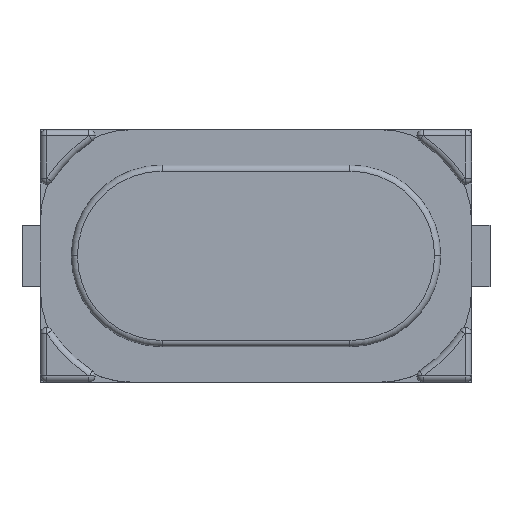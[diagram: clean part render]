
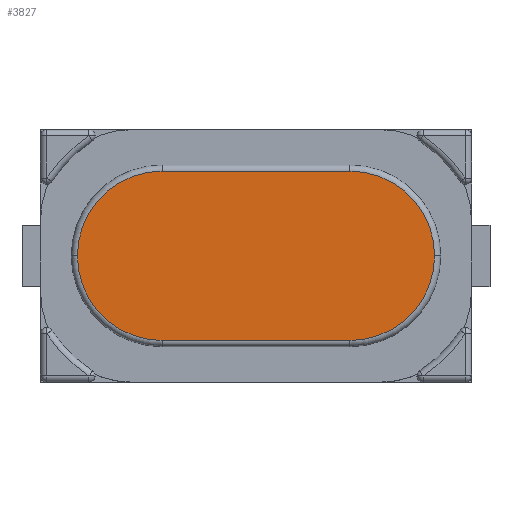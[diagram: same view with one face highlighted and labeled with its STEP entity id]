
A CAD part, top view. The second image highlights one B-rep face of the part: STEP entity #3827.
In plain terms, the highlighted planar face has unit normal (0, 0, 1).
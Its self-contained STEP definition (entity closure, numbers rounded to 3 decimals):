
#201 = CARTESIAN_POINT ( 'NONE',  ( 1.525, -1.375, 1.5 ) ) ;
#203 = DIRECTION ( 'NONE',  ( -1., 0., 0. ) ) ;
#552 = PLANE ( 'NONE',  #2328 ) ;
#587 = VERTEX_POINT ( 'NONE', #2007 ) ;
#606 = CARTESIAN_POINT ( 'NONE',  ( 0., 0., 1.5 ) ) ;
#653 = CARTESIAN_POINT ( 'NONE',  ( 1.525, 0., 1.5 ) ) ;
#666 = CARTESIAN_POINT ( 'NONE',  ( 0., -1.375, 1.5 ) ) ;
#678 = ORIENTED_EDGE ( 'NONE', *, *, #5449, .T. ) ;
#710 = DIRECTION ( 'NONE',  ( -1., 0., 0. ) ) ;
#745 = AXIS2_PLACEMENT_3D ( 'NONE', #3720, #5021, #4603 ) ;
#880 = CARTESIAN_POINT ( 'NONE',  ( -1.525, 0., 1.5 ) ) ;
#894 = ORIENTED_EDGE ( 'NONE', *, *, #975, .T. ) ;
#940 = EDGE_CURVE ( 'NONE', #587, #3989, #4662, .T. ) ;
#975 = EDGE_CURVE ( 'NONE', #3989, #4876, #1568, .T. ) ;
#1038 = EDGE_CURVE ( 'NONE', #4876, #2590, #4313, .T. ) ;
#1096 = LINE ( 'NONE', #666, #4854 ) ;
#1120 = EDGE_CURVE ( 'NONE', #1530, #5153, #1837, .T. ) ;
#1171 = DIRECTION ( 'NONE',  ( 1., 0., 0. ) ) ;
#1282 = AXIS2_PLACEMENT_3D ( 'NONE', #880, #1368, #1680 ) ;
#1368 = DIRECTION ( 'NONE',  ( 0., 0., 1. ) ) ;
#1390 = VECTOR ( 'NONE', #710, 1000. ) ;
#1403 = CARTESIAN_POINT ( 'NONE',  ( -1.525, -1.375, 1.5 ) ) ;
#1530 = VERTEX_POINT ( 'NONE', #201 ) ;
#1568 = CIRCLE ( 'NONE', #1282, 1.375 ) ;
#1680 = DIRECTION ( 'NONE',  ( -1., 0., 0. ) ) ;
#1837 = CIRCLE ( 'NONE', #745, 1.375 ) ;
#1877 = EDGE_CURVE ( 'NONE', #5153, #587, #2587, .T. ) ;
#1915 = ORIENTED_EDGE ( 'NONE', *, *, #1877, .T. ) ;
#2007 = CARTESIAN_POINT ( 'NONE',  ( 1.525, 1.375, 1.5 ) ) ;
#2328 = AXIS2_PLACEMENT_3D ( 'NONE', #606, #3251, #203 ) ;
#2407 = CARTESIAN_POINT ( 'NONE',  ( -1.525, 1.375, 1.5 ) ) ;
#2480 = AXIS2_PLACEMENT_3D ( 'NONE', #2694, #4443, #4771 ) ;
#2587 = CIRCLE ( 'NONE', #5595, 1.375 ) ;
#2590 = VERTEX_POINT ( 'NONE', #1403 ) ;
#2655 = ORIENTED_EDGE ( 'NONE', *, *, #940, .T. ) ;
#2694 = CARTESIAN_POINT ( 'NONE',  ( -1.525, 0., 1.5 ) ) ;
#2879 = ORIENTED_EDGE ( 'NONE', *, *, #1038, .T. ) ;
#3166 = FACE_OUTER_BOUND ( 'NONE', #4519, .T. ) ;
#3251 = DIRECTION ( 'NONE',  ( 0., 0., -1. ) ) ;
#3409 = CARTESIAN_POINT ( 'NONE',  ( 0., 1.375, 1.5 ) ) ;
#3720 = CARTESIAN_POINT ( 'NONE',  ( 1.525, 0., 1.5 ) ) ;
#3749 = DIRECTION ( 'NONE',  ( 0., 0., 1. ) ) ;
#3827 = ADVANCED_FACE ( 'NONE', ( #3166 ), #552, .F. ) ;
#3989 = VERTEX_POINT ( 'NONE', #2407 ) ;
#4228 = CARTESIAN_POINT ( 'NONE',  ( 2.9, 0., 1.5 ) ) ;
#4290 = CARTESIAN_POINT ( 'NONE',  ( -2.9, 0., 1.5 ) ) ;
#4313 = CIRCLE ( 'NONE', #2480, 1.375 ) ;
#4443 = DIRECTION ( 'NONE',  ( 0., 0., 1. ) ) ;
#4519 = EDGE_LOOP ( 'NONE', ( #4904, #1915, #2655, #894, #2879, #678 ) ) ;
#4603 = DIRECTION ( 'NONE',  ( -1., 0., 0. ) ) ;
#4662 = LINE ( 'NONE', #3409, #1390 ) ;
#4771 = DIRECTION ( 'NONE',  ( -1., 0., 0. ) ) ;
#4854 = VECTOR ( 'NONE', #1171, 1000. ) ;
#4876 = VERTEX_POINT ( 'NONE', #4290 ) ;
#4904 = ORIENTED_EDGE ( 'NONE', *, *, #1120, .T. ) ;
#4993 = DIRECTION ( 'NONE',  ( -1., 0., 0. ) ) ;
#5021 = DIRECTION ( 'NONE',  ( 0., 0., 1. ) ) ;
#5153 = VERTEX_POINT ( 'NONE', #4228 ) ;
#5449 = EDGE_CURVE ( 'NONE', #2590, #1530, #1096, .T. ) ;
#5595 = AXIS2_PLACEMENT_3D ( 'NONE', #653, #3749, #4993 ) ;
